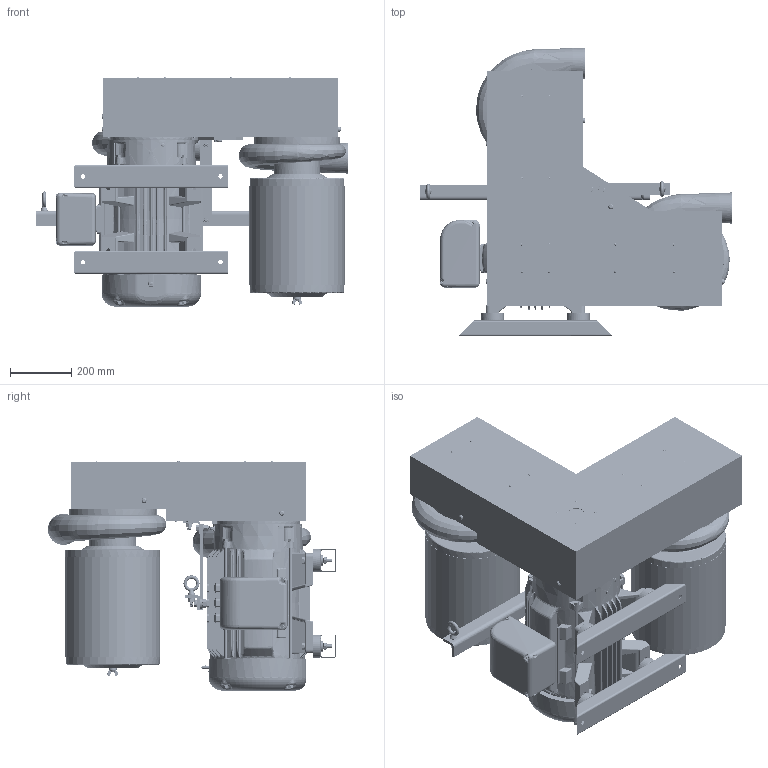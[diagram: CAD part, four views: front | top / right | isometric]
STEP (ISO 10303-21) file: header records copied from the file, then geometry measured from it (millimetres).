
FILE_DESCRIPTION(/* description */ (''),/* implementation_level */ '2;1');
FILE_NAME(/* name */ 'BAV25xB003_A.stp',/* time_stamp */ '2018-12-07T08:29:45-05:00',/* author */ ('James'),/* organization */ (''),/* preprocessor_version */ 'ST-DEVELOPER v16.5',/* originating_system */ 'Autodesk Inventor 2017',/* authorisation */ '');
FILE_SCHEMA (('AUTOMOTIVE_DESIGN { 1 0 10303 214 3 1 1 }'));
Products named in the file (1): BAV25HB003_A
Bounding box: 1014.18 x 939.08 x 749.61 mm (x, y, z)
Volume: 189180961.1 mm3; surface area: 5116931.5 mm2
Topology: 1 solids, 1 shells, 4300 faces, 10738 edges, 6482 vertices
Faces by surface type: bspline 1350, plane 1139, cylinder 997, cone 426, torus 310, sphere 78
Full cylindrical faces by diameter (mm): 7.6 x12, 9.652 x16, 10.287 x1, 10.369 x1, 10.445 x1, 12 x10, 13.208 x4, 13.462 x4, 14.3 x4, 16.662 x5, 17.272 x1, 17.275 x1, 17.286 x1, 17.308 x1, 17.334 x1, 21 x1, 22.082 x2, 22.083 x1, 22.095 x1, 22.096 x1, 22.115 x1, 22.152 x1, 25.4 x4, 34.925 x9, 50.8 x1, 75 x4, 100.012 x2, 152.4 x2, 266.662 x1, 281.28 x2
Entity records: 224320 total; most frequent: CARTESIAN_POINT 132937, ORIENTED_EDGE 20606, DIRECTION 17474, EDGE_CURVE 10303, AXIS2_PLACEMENT_3D 7432, VERTEX_POINT 6356, EDGE_LOOP 4765, ADVANCED_FACE 4298
